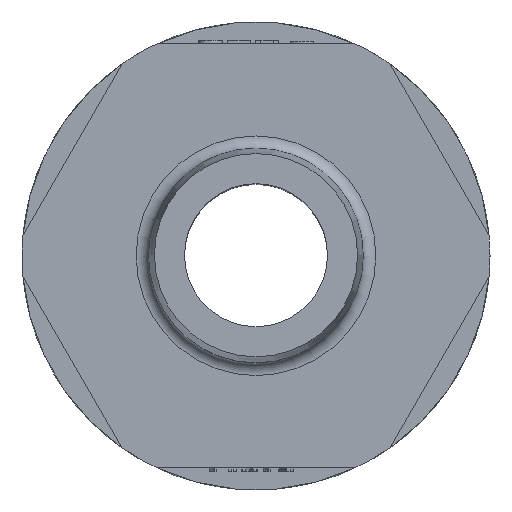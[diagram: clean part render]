
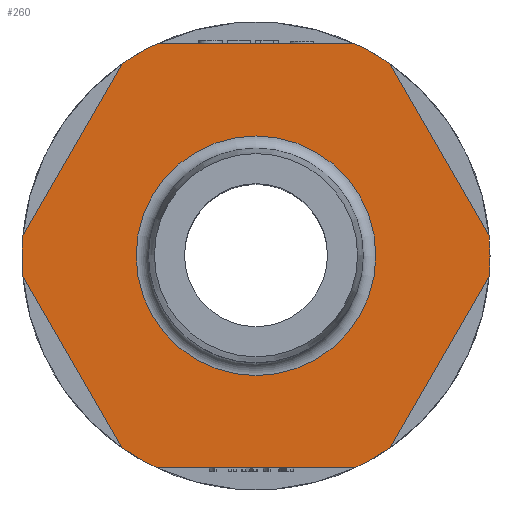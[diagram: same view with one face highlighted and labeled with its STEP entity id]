
A CAD part, top view. The second image highlights one B-rep face of the part: STEP entity #260.
In plain terms, the highlighted planar face has unit normal (0, 0, 1).
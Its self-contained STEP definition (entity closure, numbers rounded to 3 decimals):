
#217=CIRCLE('',#2506,18.65);
#219=CIRCLE('',#2508,18.65);
#221=CIRCLE('',#2510,18.65);
#223=CIRCLE('',#2512,18.65);
#225=CIRCLE('',#2514,18.65);
#227=CIRCLE('',#2516,18.65);
#231=CIRCLE('',#2522,9.55);
#260=ADVANCED_FACE('',(#792,#793),#401,.T.);
#401=PLANE('',#2523);
#494=LINE('',#3161,#620);
#500=LINE('',#3399,#626);
#506=LINE('',#3581,#632);
#510=LINE('',#3590,#636);
#516=LINE('',#3650,#642);
#517=LINE('',#3651,#643);
#620=VECTOR('',#2654,1.);
#626=VECTOR('',#2672,1.);
#632=VECTOR('',#2686,1.);
#636=VECTOR('',#2692,1.);
#642=VECTOR('',#2736,1.);
#643=VECTOR('',#2737,1.);
#792=FACE_BOUND('',#852,.T.);
#793=FACE_BOUND('',#853,.T.);
#852=EDGE_LOOP('',(#1143));
#853=EDGE_LOOP('',(#1144,#1145,#1146,#1147,#1148,#1149,#1150,#1151,#1152,
#1153,#1154,#1155));
#1143=ORIENTED_EDGE('',*,*,#2066,.T.);
#1144=ORIENTED_EDGE('',*,*,#2067,.F.);
#1145=ORIENTED_EDGE('',*,*,#2058,.F.);
#1146=ORIENTED_EDGE('',*,*,#2001,.F.);
#1147=ORIENTED_EDGE('',*,*,#2056,.F.);
#1148=ORIENTED_EDGE('',*,*,#2043,.F.);
#1149=ORIENTED_EDGE('',*,*,#2054,.F.);
#1150=ORIENTED_EDGE('',*,*,#2068,.F.);
#1151=ORIENTED_EDGE('',*,*,#2050,.F.);
#1152=ORIENTED_EDGE('',*,*,#1949,.F.);
#1153=ORIENTED_EDGE('',*,*,#2048,.F.);
#1154=ORIENTED_EDGE('',*,*,#2039,.F.);
#1155=ORIENTED_EDGE('',*,*,#2046,.F.);
#1708=VERTEX_POINT('',#3155);
#1711=VERTEX_POINT('',#3160);
#1760=VERTEX_POINT('',#3393);
#1763=VERTEX_POINT('',#3398);
#1798=VERTEX_POINT('',#3575);
#1801=VERTEX_POINT('',#3580);
#1803=VERTEX_POINT('',#3585);
#1805=VERTEX_POINT('',#3589);
#1808=VERTEX_POINT('',#3596);
#1809=VERTEX_POINT('',#3602);
#1812=VERTEX_POINT('',#3608);
#1813=VERTEX_POINT('',#3614);
#1820=VERTEX_POINT('',#3649);
#1949=EDGE_CURVE('',#1711,#1708,#494,.T.);
#2001=EDGE_CURVE('',#1763,#1760,#500,.T.);
#2039=EDGE_CURVE('',#1801,#1798,#506,.T.);
#2043=EDGE_CURVE('',#1805,#1803,#510,.T.);
#2046=EDGE_CURVE('',#1808,#1801,#217,.T.);
#2048=EDGE_CURVE('',#1798,#1711,#219,.T.);
#2050=EDGE_CURVE('',#1708,#1809,#221,.T.);
#2054=EDGE_CURVE('',#1812,#1805,#223,.T.);
#2056=EDGE_CURVE('',#1803,#1763,#225,.T.);
#2058=EDGE_CURVE('',#1760,#1813,#227,.T.);
#2066=EDGE_CURVE('',#1820,#1820,#231,.T.);
#2067=EDGE_CURVE('',#1813,#1808,#516,.T.);
#2068=EDGE_CURVE('',#1809,#1812,#517,.T.);
#2506=AXIS2_PLACEMENT_3D('',#3597,#2698,#2699);
#2508=AXIS2_PLACEMENT_3D('',#3599,#2702,#2703);
#2510=AXIS2_PLACEMENT_3D('',#3601,#2706,#2707);
#2512=AXIS2_PLACEMENT_3D('',#3609,#2712,#2713);
#2514=AXIS2_PLACEMENT_3D('',#3611,#2716,#2717);
#2516=AXIS2_PLACEMENT_3D('',#3613,#2720,#2721);
#2522=AXIS2_PLACEMENT_3D('',#3648,#2734,#2735);
#2523=AXIS2_PLACEMENT_3D('',#3652,#2738,#2739);
#2654=DIRECTION('',(-1.,0.,0.));
#2672=DIRECTION('',(1.,0.,0.));
#2686=DIRECTION('',(-0.5,-0.866,0.));
#2692=DIRECTION('',(0.5,0.866,0.));
#2698=DIRECTION('',(0.,0.,-1.));
#2699=DIRECTION('',(1.,0.,0.));
#2702=DIRECTION('',(0.,0.,-1.));
#2703=DIRECTION('',(1.,0.,0.));
#2706=DIRECTION('',(0.,0.,-1.));
#2707=DIRECTION('',(1.,0.,0.));
#2712=DIRECTION('',(0.,0.,-1.));
#2713=DIRECTION('',(1.,0.,0.));
#2716=DIRECTION('',(0.,0.,-1.));
#2717=DIRECTION('',(1.,0.,0.));
#2720=DIRECTION('',(0.,0.,-1.));
#2721=DIRECTION('',(1.,0.,0.));
#2734=DIRECTION('',(0.,0.,-1.));
#2735=DIRECTION('',(1.,0.,0.));
#2736=DIRECTION('',(0.5,-0.866,0.));
#2737=DIRECTION('',(-0.5,0.866,0.));
#2738=DIRECTION('',(0.,0.,1.));
#2739=DIRECTION('',(1.,0.,0.));
#3155=CARTESIAN_POINT('',(-366.887,46.6,-2.4));
#3160=CARTESIAN_POINT('',(-351.113,46.6,-2.4));
#3161=CARTESIAN_POINT('',(-342.,46.6,-2.4));
#3393=CARTESIAN_POINT('',(-351.113,80.4,-2.4));
#3398=CARTESIAN_POINT('',(-366.887,80.4,-2.4));
#3399=CARTESIAN_POINT('',(-376.,80.4,-2.4));
#3575=CARTESIAN_POINT('',(-348.308,48.219,-2.4));
#3580=CARTESIAN_POINT('',(-340.42,61.881,-2.4));
#3581=CARTESIAN_POINT('',(-335.864,69.772,-2.4));
#3585=CARTESIAN_POINT('',(-369.692,78.781,-2.4));
#3589=CARTESIAN_POINT('',(-377.58,65.119,-2.4));
#3590=CARTESIAN_POINT('',(-382.136,57.228,-2.4));
#3596=CARTESIAN_POINT('',(-340.42,65.119,-2.4));
#3597=CARTESIAN_POINT('',(-359.,63.5,-2.4));
#3599=CARTESIAN_POINT('',(-359.,63.5,-2.4));
#3601=CARTESIAN_POINT('',(-359.,63.5,-2.4));
#3602=CARTESIAN_POINT('',(-369.692,48.219,-2.4));
#3608=CARTESIAN_POINT('',(-377.58,61.881,-2.4));
#3609=CARTESIAN_POINT('',(-359.,63.5,-2.4));
#3611=CARTESIAN_POINT('',(-359.,63.5,-2.4));
#3613=CARTESIAN_POINT('',(-359.,63.5,-2.4));
#3614=CARTESIAN_POINT('',(-348.308,78.781,-2.4));
#3648=CARTESIAN_POINT('',(-359.,63.5,-2.4));
#3649=CARTESIAN_POINT('',(-349.45,63.5,-2.4));
#3650=CARTESIAN_POINT('',(-352.864,86.672,-2.4));
#3651=CARTESIAN_POINT('',(-365.136,40.328,-2.4));
#3652=CARTESIAN_POINT('',(-359.,63.5,-2.4));
